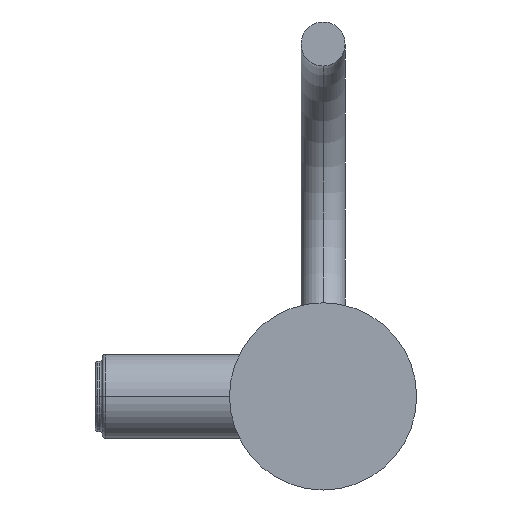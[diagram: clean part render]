
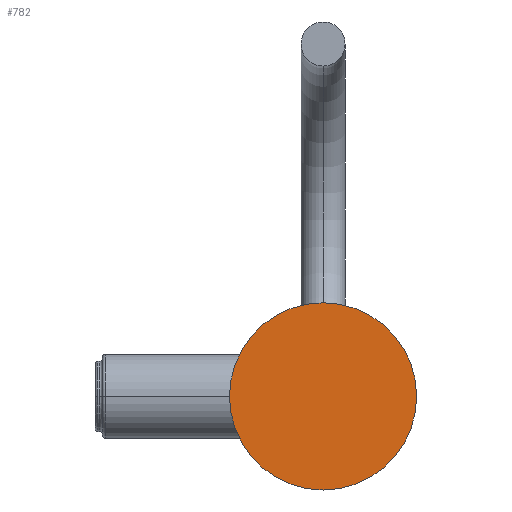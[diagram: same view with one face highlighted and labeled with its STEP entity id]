
A CAD part, front view. The second image highlights one B-rep face of the part: STEP entity #782.
In plain terms, the highlighted planar face has unit normal (0, -1, 0).
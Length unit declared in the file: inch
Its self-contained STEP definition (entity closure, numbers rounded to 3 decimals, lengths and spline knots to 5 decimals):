
#2=CARTESIAN_POINT('',(0.,0.,0.));
#3=DIRECTION('',(0.,-1.,0.));
#4=DIRECTION('',(-1.,0.,0.));
#5=AXIS2_PLACEMENT_3D('',#2,#3,#4);
#12=CARTESIAN_POINT('',(0.,0.,0.));
#13=DIRECTION('',(0.,1.,0.));
#14=DIRECTION('',(-1.,0.,0.));
#15=AXIS2_PLACEMENT_3D('',#12,#13,#14);
#648=CARTESIAN_POINT('',(-1.0625,0.,0.));
#649=CARTESIAN_POINT('',(1.0625,0.,0.));
#650=VERTEX_POINT('',#648);
#651=VERTEX_POINT('',#649);
#772=CARTESIAN_POINT('',(0.,0.,0.));
#773=DIRECTION('',(0.,1.,0.));
#774=DIRECTION('',(1.,0.,0.));
#775=AXIS2_PLACEMENT_3D('',#772,#773,#774);
#776=PLANE('',#775);
#778=ORIENTED_EDGE('',*,*,#777,.T.);
#779=ORIENTED_EDGE('',*,*,#761,.F.);
#780=EDGE_LOOP('',(#778,#779));
#781=FACE_OUTER_BOUND('',#780,.F.);
#782=ADVANCED_FACE('',(#781),#776,.F.);
#6=CIRCLE('',#5,1.0625);
#16=CIRCLE('',#15,1.0625);
#761=EDGE_CURVE('',#650,#651,#6,.T.);
#777=EDGE_CURVE('',#650,#651,#16,.T.);
